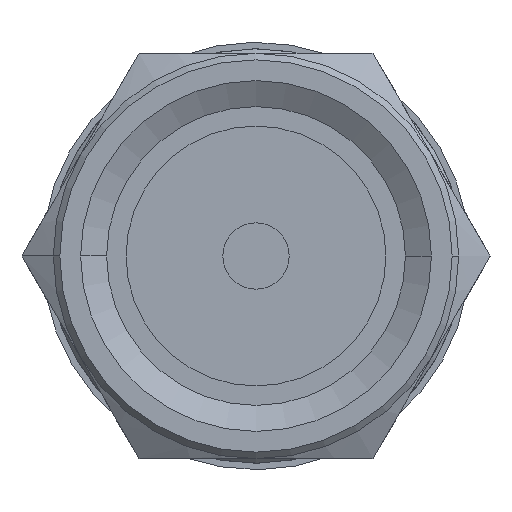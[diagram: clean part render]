
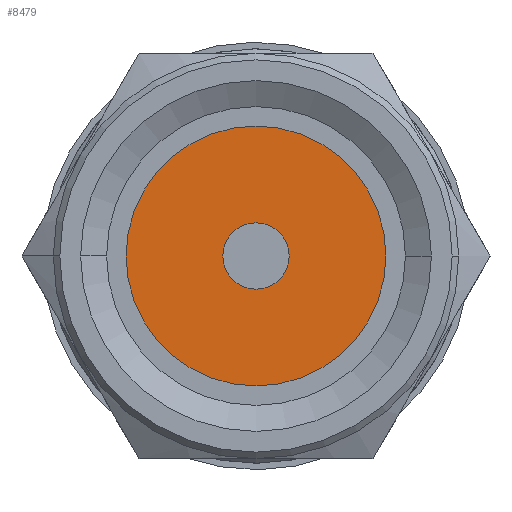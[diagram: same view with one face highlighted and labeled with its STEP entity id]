
A CAD part, left-side view. The second image highlights one B-rep face of the part: STEP entity #8479.
In plain terms, the highlighted face is planar.
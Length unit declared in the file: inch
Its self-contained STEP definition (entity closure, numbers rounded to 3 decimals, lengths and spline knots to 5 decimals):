
#55 = DIRECTION ( 'NONE',  ( 0., 1., 0. ) ) ;
#243 = DIRECTION ( 'NONE',  ( 0., 1., 0. ) ) ;
#251 = EDGE_CURVE ( 'NONE', #1695, #3313, #3901, .T. ) ;
#420 = EDGE_CURVE ( 'NONE', #3313, #1695, #541, .T. ) ;
#432 = CARTESIAN_POINT ( 'NONE',  ( 0., 0.13669, 0. ) ) ;
#541 = CIRCLE ( 'NONE', #4550, 0.1 ) ;
#1229 = AXIS2_PLACEMENT_3D ( 'NONE', #2085, #2840, #5538 ) ;
#1462 = PLANE ( 'NONE',  #1229 ) ;
#1473 = DIRECTION ( 'NONE',  ( 0., 0., 1. ) ) ;
#1668 = CARTESIAN_POINT ( 'NONE',  ( 0., 0.13669, -0.1 ) ) ;
#1695 = VERTEX_POINT ( 'NONE', #1668 ) ;
#1929 = ORIENTED_EDGE ( 'NONE', *, *, #251, .T. ) ;
#2085 = CARTESIAN_POINT ( 'NONE',  ( 0., 0.13669, 0. ) ) ;
#2515 = DIRECTION ( 'NONE',  ( 0., 0., 1. ) ) ;
#2788 = DIRECTION ( 'NONE',  ( 0., 1., 0. ) ) ;
#2797 = CARTESIAN_POINT ( 'NONE',  ( 0., 0.13669, 0.1 ) ) ;
#2840 = DIRECTION ( 'NONE',  ( 0., 1., 0. ) ) ;
#3031 = CARTESIAN_POINT ( 'NONE',  ( 0., 0.13669, 0. ) ) ;
#3310 = AXIS2_PLACEMENT_3D ( 'NONE', #3031, #243, #3668 ) ;
#3313 = VERTEX_POINT ( 'NONE', #2797 ) ;
#3524 = ORIENTED_EDGE ( 'NONE', *, *, #3626, .F. ) ;
#3588 = CIRCLE ( 'NONE', #5415, 0.0255 ) ;
#3626 = EDGE_CURVE ( 'NONE', #8079, #4523, #3588, .T. ) ;
#3668 = DIRECTION ( 'NONE',  ( 0., 0., 1. ) ) ;
#3901 = CIRCLE ( 'NONE', #5596, 0.1 ) ;
#3951 = CARTESIAN_POINT ( 'NONE',  ( 0., 0.13669, -0.0255 ) ) ;
#4396 = ORIENTED_EDGE ( 'NONE', *, *, #420, .T. ) ;
#4523 = VERTEX_POINT ( 'NONE', #5348 ) ;
#4550 = AXIS2_PLACEMENT_3D ( 'NONE', #6151, #2788, #6723 ) ;
#4703 = FACE_OUTER_BOUND ( 'NONE', #6033, .T. ) ;
#4828 = EDGE_LOOP ( 'NONE', ( #6227, #3524 ) ) ;
#5218 = DIRECTION ( 'NONE',  ( 0., 1., 0. ) ) ;
#5348 = CARTESIAN_POINT ( 'NONE',  ( 0., 0.13669, 0.0255 ) ) ;
#5415 = AXIS2_PLACEMENT_3D ( 'NONE', #5467, #55, #1473 ) ;
#5467 = CARTESIAN_POINT ( 'NONE',  ( 0., 0.13669, 0. ) ) ;
#5538 = DIRECTION ( 'NONE',  ( 0., 0., 1. ) ) ;
#5596 = AXIS2_PLACEMENT_3D ( 'NONE', #432, #5218, #2515 ) ;
#5944 = EDGE_CURVE ( 'NONE', #4523, #8079, #8554, .T. ) ;
#6033 = EDGE_LOOP ( 'NONE', ( #4396, #1929 ) ) ;
#6151 = CARTESIAN_POINT ( 'NONE',  ( 0., 0.13669, 0. ) ) ;
#6227 = ORIENTED_EDGE ( 'NONE', *, *, #5944, .F. ) ;
#6723 = DIRECTION ( 'NONE',  ( 0., 0., 1. ) ) ;
#6872 = FACE_BOUND ( 'NONE', #4828, .T. ) ;
#8079 = VERTEX_POINT ( 'NONE', #3951 ) ;
#8479 = ADVANCED_FACE ( 'NONE', ( #6872, #4703 ), #1462, .T. ) ;
#8554 = CIRCLE ( 'NONE', #3310, 0.0255 ) ;
